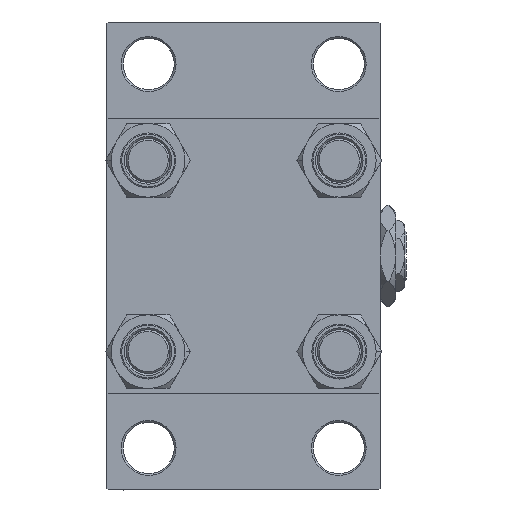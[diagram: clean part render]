
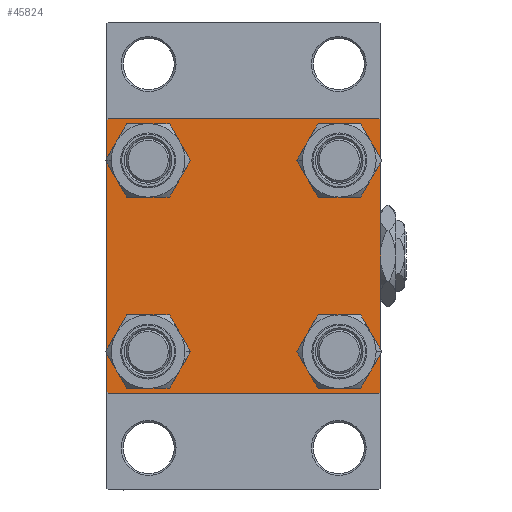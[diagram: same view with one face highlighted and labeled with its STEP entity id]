
A CAD part, left-side view. The second image highlights one B-rep face of the part: STEP entity #45824.
In plain terms, the highlighted planar face has unit normal (-1, 0, 0).
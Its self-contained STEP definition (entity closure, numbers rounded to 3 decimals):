
#416 = EDGE_CURVE ( 'NONE', #1780, #18513, #16519, .T. ) ;
#762 = VECTOR ( 'NONE', #32058, 1000. ) ;
#861 = FACE_BOUND ( 'NONE', #32517, .T. ) ;
#1182 = VERTEX_POINT ( 'NONE', #19312 ) ;
#1780 = VERTEX_POINT ( 'NONE', #5674 ) ;
#1856 = CIRCLE ( 'NONE', #25098, 6.5 ) ;
#2273 = DIRECTION ( 'NONE',  ( 0., 0., -1. ) ) ;
#2359 = ORIENTED_EDGE ( 'NONE', *, *, #24073, .T. ) ;
#2475 = CARTESIAN_POINT ( 'NONE',  ( 0., 26.15, 26.15 ) ) ;
#2613 = ORIENTED_EDGE ( 'NONE', *, *, #26274, .F. ) ;
#3255 = DIRECTION ( 'NONE',  ( 0., 0., 1. ) ) ;
#3561 = EDGE_CURVE ( 'NONE', #47394, #18589, #42441, .T. ) ;
#4584 = VECTOR ( 'NONE', #29459, 1000. ) ;
#4619 = CARTESIAN_POINT ( 'NONE',  ( 0., 37.25, 37.25 ) ) ;
#5232 = DIRECTION ( 'NONE',  ( 1., 0., 0. ) ) ;
#5500 = VERTEX_POINT ( 'NONE', #43253 ) ;
#5674 = CARTESIAN_POINT ( 'NONE',  ( 0., 26.15, -19.65 ) ) ;
#5804 = CARTESIAN_POINT ( 'NONE',  ( 0., -26.15, 26.15 ) ) ;
#6033 = LINE ( 'NONE', #10285, #43936 ) ;
#6102 = VECTOR ( 'NONE', #30647, 1000. ) ;
#6486 = DIRECTION ( 'NONE',  ( 1., 0., 0. ) ) ;
#6677 = CARTESIAN_POINT ( 'NONE',  ( 0., -26.15, -32.65 ) ) ;
#7129 = ORIENTED_EDGE ( 'NONE', *, *, #40893, .T. ) ;
#7922 = ORIENTED_EDGE ( 'NONE', *, *, #28180, .T. ) ;
#8102 = CIRCLE ( 'NONE', #16889, 6.5 ) ;
#8164 = ORIENTED_EDGE ( 'NONE', *, *, #37117, .T. ) ;
#8248 = ORIENTED_EDGE ( 'NONE', *, *, #9728, .T. ) ;
#8830 = CARTESIAN_POINT ( 'NONE',  ( 0., 37.5, 37.5 ) ) ;
#9262 = FACE_BOUND ( 'NONE', #46550, .T. ) ;
#9273 = VERTEX_POINT ( 'NONE', #32228 ) ;
#9328 = CARTESIAN_POINT ( 'NONE',  ( 0., -37., -37.5 ) ) ;
#9333 = AXIS2_PLACEMENT_3D ( 'NONE', #42613, #5232, #16022 ) ;
#9728 = EDGE_CURVE ( 'NONE', #20150, #34050, #6033, .T. ) ;
#9740 = EDGE_LOOP ( 'NONE', ( #8248, #7922, #8164, #20423, #2613, #2359, #38098, #13839 ) ) ;
#9748 = VECTOR ( 'NONE', #14752, 1000. ) ;
#10002 = CARTESIAN_POINT ( 'NONE',  ( 0., 0., 0. ) ) ;
#10206 = EDGE_LOOP ( 'NONE', ( #7129, #30267 ) ) ;
#10273 = LINE ( 'NONE', #49103, #9748 ) ;
#10285 = CARTESIAN_POINT ( 'NONE',  ( 0., 37.5, 37.5 ) ) ;
#10820 = EDGE_CURVE ( 'NONE', #28291, #16473, #48781, .T. ) ;
#11091 = CARTESIAN_POINT ( 'NONE',  ( 0., -26.15, -26.15 ) ) ;
#11240 = DIRECTION ( 'NONE',  ( 0., 0., 1. ) ) ;
#11559 = CARTESIAN_POINT ( 'NONE',  ( 0., 26.15, -26.15 ) ) ;
#11988 = EDGE_LOOP ( 'NONE', ( #28470, #49516 ) ) ;
#12289 = DIRECTION ( 'NONE',  ( 1., 0., 0. ) ) ;
#13298 = DIRECTION ( 'NONE',  ( 0., 0., 1. ) ) ;
#13532 = EDGE_CURVE ( 'NONE', #18513, #1780, #46511, .T. ) ;
#13839 = ORIENTED_EDGE ( 'NONE', *, *, #43679, .T. ) ;
#14332 = LINE ( 'NONE', #22112, #33729 ) ;
#14642 = CARTESIAN_POINT ( 'NONE',  ( 0., -37.25, 37.25 ) ) ;
#14752 = DIRECTION ( 'NONE',  ( 0., -0.707, 0.707 ) ) ;
#16022 = DIRECTION ( 'NONE',  ( 0., 0., 1. ) ) ;
#16140 = FACE_BOUND ( 'NONE', #10206, .T. ) ;
#16473 = VERTEX_POINT ( 'NONE', #30968 ) ;
#16519 = CIRCLE ( 'NONE', #9333, 6.5 ) ;
#16873 = AXIS2_PLACEMENT_3D ( 'NONE', #11559, #30104, #22089 ) ;
#16889 = AXIS2_PLACEMENT_3D ( 'NONE', #38976, #20158, #3255 ) ;
#17900 = VERTEX_POINT ( 'NONE', #6677 ) ;
#18052 = VERTEX_POINT ( 'NONE', #9328 ) ;
#18513 = VERTEX_POINT ( 'NONE', #44307 ) ;
#18589 = VERTEX_POINT ( 'NONE', #34250 ) ;
#18761 = DIRECTION ( 'NONE',  ( 1., 0., 0. ) ) ;
#19312 = CARTESIAN_POINT ( 'NONE',  ( 0., -26.15, -19.65 ) ) ;
#19583 = CARTESIAN_POINT ( 'NONE',  ( 0., 37., 37.5 ) ) ;
#20040 = LINE ( 'NONE', #27576, #762 ) ;
#20150 = VERTEX_POINT ( 'NONE', #34360 ) ;
#20156 = FACE_BOUND ( 'NONE', #11988, .T. ) ;
#20158 = DIRECTION ( 'NONE',  ( 1., 0., 0. ) ) ;
#20423 = ORIENTED_EDGE ( 'NONE', *, *, #36692, .T. ) ;
#20796 = DIRECTION ( 'NONE',  ( 0., 0., 1. ) ) ;
#22089 = DIRECTION ( 'NONE',  ( 0., 0., 1. ) ) ;
#22112 = CARTESIAN_POINT ( 'NONE',  ( 0., 37.5, -37.5 ) ) ;
#23118 = DIRECTION ( 'NONE',  ( 0., -1., 0. ) ) ;
#24073 = EDGE_CURVE ( 'NONE', #43998, #18589, #45746, .T. ) ;
#24121 = CARTESIAN_POINT ( 'NONE',  ( 0., -37.5, 37. ) ) ;
#24526 = CIRCLE ( 'NONE', #31733, 6.5 ) ;
#25098 = AXIS2_PLACEMENT_3D ( 'NONE', #11091, #26149, #41699 ) ;
#25458 = CARTESIAN_POINT ( 'NONE',  ( 0., -26.15, 32.65 ) ) ;
#25778 = CARTESIAN_POINT ( 'NONE',  ( 0., 26.15, 19.65 ) ) ;
#26149 = DIRECTION ( 'NONE',  ( 1., 0., 0. ) ) ;
#26274 = EDGE_CURVE ( 'NONE', #43998, #38413, #35125, .T. ) ;
#26313 = VECTOR ( 'NONE', #28108, 1000. ) ;
#26688 = VERTEX_POINT ( 'NONE', #25458 ) ;
#27112 = CARTESIAN_POINT ( 'NONE',  ( 0., -26.15, 26.15 ) ) ;
#27197 = AXIS2_PLACEMENT_3D ( 'NONE', #2475, #6486, #33058 ) ;
#27576 = CARTESIAN_POINT ( 'NONE',  ( 0., 37.25, -37.25 ) ) ;
#27604 = DIRECTION ( 'NONE',  ( 0., 0., 1. ) ) ;
#27688 = LINE ( 'NONE', #4619, #40489 ) ;
#28108 = DIRECTION ( 'NONE',  ( 0., 0., -1. ) ) ;
#28180 = EDGE_CURVE ( 'NONE', #34050, #9273, #20040, .T. ) ;
#28291 = VERTEX_POINT ( 'NONE', #25778 ) ;
#28470 = ORIENTED_EDGE ( 'NONE', *, *, #416, .T. ) ;
#28563 = FACE_OUTER_BOUND ( 'NONE', #9740, .T. ) ;
#29232 = AXIS2_PLACEMENT_3D ( 'NONE', #10002, #39609, #20796 ) ;
#29459 = DIRECTION ( 'NONE',  ( 0., 0.707, 0.707 ) ) ;
#29836 = CARTESIAN_POINT ( 'NONE',  ( 0., -37.5, -37. ) ) ;
#30038 = CARTESIAN_POINT ( 'NONE',  ( 0., 26.15, 26.15 ) ) ;
#30104 = DIRECTION ( 'NONE',  ( 1., 0., 0. ) ) ;
#30267 = ORIENTED_EDGE ( 'NONE', *, *, #32064, .T. ) ;
#30373 = EDGE_CURVE ( 'NONE', #16473, #28291, #47242, .T. ) ;
#30647 = DIRECTION ( 'NONE',  ( 0., -1., 0. ) ) ;
#30968 = CARTESIAN_POINT ( 'NONE',  ( 0., 26.15, 32.65 ) ) ;
#31733 = AXIS2_PLACEMENT_3D ( 'NONE', #27112, #12289, #27604 ) ;
#32058 = DIRECTION ( 'NONE',  ( 0., -0.707, -0.707 ) ) ;
#32064 = EDGE_CURVE ( 'NONE', #17900, #1182, #8102, .T. ) ;
#32228 = CARTESIAN_POINT ( 'NONE',  ( 0., 37., -37.5 ) ) ;
#32363 = DIRECTION ( 'NONE',  ( 1., 0., 0. ) ) ;
#32517 = EDGE_LOOP ( 'NONE', ( #38582, #41971 ) ) ;
#33058 = DIRECTION ( 'NONE',  ( 0., 0., 1. ) ) ;
#33729 = VECTOR ( 'NONE', #23118, 1000. ) ;
#34050 = VERTEX_POINT ( 'NONE', #46927 ) ;
#34250 = CARTESIAN_POINT ( 'NONE',  ( 0., -37., 37.5 ) ) ;
#34360 = CARTESIAN_POINT ( 'NONE',  ( 0., 37.5, 37. ) ) ;
#35125 = LINE ( 'NONE', #47150, #26313 ) ;
#36432 = AXIS2_PLACEMENT_3D ( 'NONE', #5804, #32363, #13298 ) ;
#36692 = EDGE_CURVE ( 'NONE', #18052, #38413, #10273, .T. ) ;
#37117 = EDGE_CURVE ( 'NONE', #9273, #18052, #14332, .T. ) ;
#38098 = ORIENTED_EDGE ( 'NONE', *, *, #3561, .F. ) ;
#38413 = VERTEX_POINT ( 'NONE', #29836 ) ;
#38582 = ORIENTED_EDGE ( 'NONE', *, *, #45080, .T. ) ;
#38976 = CARTESIAN_POINT ( 'NONE',  ( 0., -26.15, -26.15 ) ) ;
#39282 = AXIS2_PLACEMENT_3D ( 'NONE', #30038, #18761, #11240 ) ;
#39609 = DIRECTION ( 'NONE',  ( -1., 0., 0. ) ) ;
#40489 = VECTOR ( 'NONE', #42976, 1000. ) ;
#40893 = EDGE_CURVE ( 'NONE', #1182, #17900, #1856, .T. ) ;
#41699 = DIRECTION ( 'NONE',  ( 0., 0., 1. ) ) ;
#41971 = ORIENTED_EDGE ( 'NONE', *, *, #48230, .T. ) ;
#42441 = LINE ( 'NONE', #8830, #6102 ) ;
#42613 = CARTESIAN_POINT ( 'NONE',  ( 0., 26.15, -26.15 ) ) ;
#42976 = DIRECTION ( 'NONE',  ( 0., 0.707, -0.707 ) ) ;
#43253 = CARTESIAN_POINT ( 'NONE',  ( 0., -26.15, 19.65 ) ) ;
#43679 = EDGE_CURVE ( 'NONE', #47394, #20150, #27688, .T. ) ;
#43823 = ORIENTED_EDGE ( 'NONE', *, *, #10820, .T. ) ;
#43936 = VECTOR ( 'NONE', #2273, 1000. ) ;
#43998 = VERTEX_POINT ( 'NONE', #24121 ) ;
#44307 = CARTESIAN_POINT ( 'NONE',  ( 0., 26.15, -32.65 ) ) ;
#45080 = EDGE_CURVE ( 'NONE', #26688, #5500, #47619, .T. ) ;
#45746 = LINE ( 'NONE', #14642, #4584 ) ;
#45824 = ADVANCED_FACE ( 'NONE', ( #861, #16140, #20156, #9262, #28563 ), #47855, .T. ) ;
#46286 = ORIENTED_EDGE ( 'NONE', *, *, #30373, .T. ) ;
#46511 = CIRCLE ( 'NONE', #16873, 6.5 ) ;
#46550 = EDGE_LOOP ( 'NONE', ( #46286, #43823 ) ) ;
#46927 = CARTESIAN_POINT ( 'NONE',  ( 0., 37.5, -37. ) ) ;
#47150 = CARTESIAN_POINT ( 'NONE',  ( 0., -37.5, 37.5 ) ) ;
#47242 = CIRCLE ( 'NONE', #39282, 6.5 ) ;
#47394 = VERTEX_POINT ( 'NONE', #19583 ) ;
#47619 = CIRCLE ( 'NONE', #36432, 6.5 ) ;
#47855 = PLANE ( 'NONE',  #29232 ) ;
#48230 = EDGE_CURVE ( 'NONE', #5500, #26688, #24526, .T. ) ;
#48781 = CIRCLE ( 'NONE', #27197, 6.5 ) ;
#49103 = CARTESIAN_POINT ( 'NONE',  ( 0., -37.25, -37.25 ) ) ;
#49516 = ORIENTED_EDGE ( 'NONE', *, *, #13532, .T. ) ;
